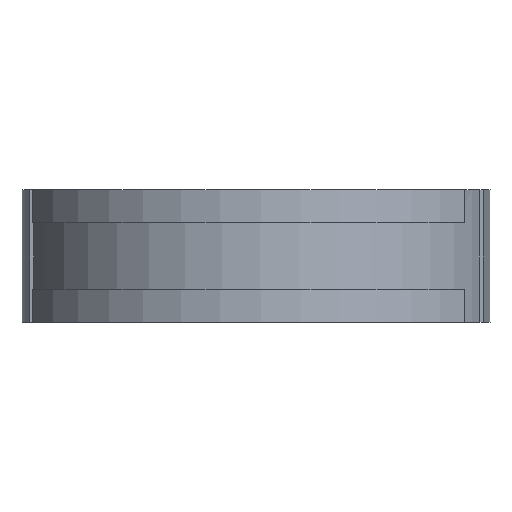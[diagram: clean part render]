
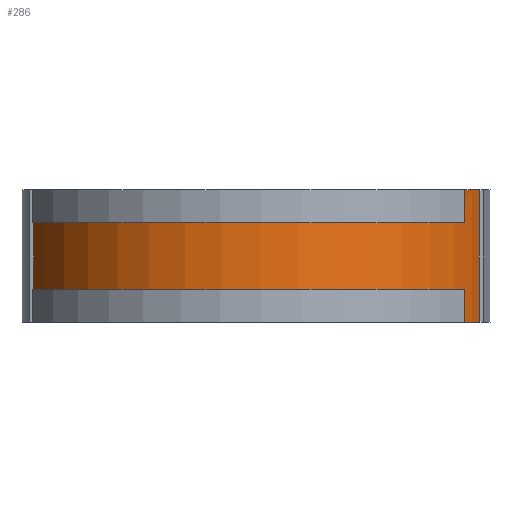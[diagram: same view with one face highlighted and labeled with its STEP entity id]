
A CAD part, front view. The second image highlights one B-rep face of the part: STEP entity #286.
In plain terms, the highlighted cylindrical face has radius 17.7 mm (diameter 35.4 mm), a partial arc.
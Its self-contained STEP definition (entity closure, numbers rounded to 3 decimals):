
#28 = DIRECTION ( 'NONE',  ( -1., 0., 0. ) ) ;
#57 = ORIENTED_EDGE ( 'NONE', *, *, #1733, .F. ) ;
#67 = LINE ( 'NONE', #1433, #773 ) ;
#78 = CARTESIAN_POINT ( 'NONE',  ( 14.894, -9.563, 2.5 ) ) ;
#125 = ORIENTED_EDGE ( 'NONE', *, *, #1271, .T. ) ;
#164 = CARTESIAN_POINT ( 'NONE',  ( 14.894, -9.563, 2.5 ) ) ;
#185 = VERTEX_POINT ( 'NONE', #753 ) ;
#189 = ORIENTED_EDGE ( 'NONE', *, *, #1499, .F. ) ;
#190 = DIRECTION ( 'NONE',  ( 0., 0., 1. ) ) ;
#215 = AXIS2_PLACEMENT_3D ( 'NONE', #1110, #190, #666 ) ;
#234 = VECTOR ( 'NONE', #771, 1000. ) ;
#242 = AXIS2_PLACEMENT_3D ( 'NONE', #1148, #1030, #1319 ) ;
#258 = LINE ( 'NONE', #426, #1580 ) ;
#279 = DIRECTION ( 'NONE',  ( 0., 0., -1. ) ) ;
#286 = ADVANCED_FACE ( 'NONE', ( #909 ), #1694, .T. ) ;
#339 = VERTEX_POINT ( 'NONE', #501 ) ;
#344 = EDGE_CURVE ( 'NONE', #339, #467, #553, .T. ) ;
#375 = CARTESIAN_POINT ( 'NONE',  ( 14.894, -9.563, 0. ) ) ;
#381 = AXIS2_PLACEMENT_3D ( 'NONE', #525, #1135, #800 ) ;
#382 = CARTESIAN_POINT ( 'NONE',  ( -16.008, -7.553, 0. ) ) ;
#396 = EDGE_LOOP ( 'NONE', ( #613, #924, #1230, #1654, #189, #1481, #125, #57, #1350, #1321, #1183, #1532 ) ) ;
#426 = CARTESIAN_POINT ( 'NONE',  ( -16.824, -5.5, 10. ) ) ;
#428 = DIRECTION ( 'NONE',  ( 0., 0., -1. ) ) ;
#437 = CIRCLE ( 'NONE', #242, 17.7 ) ;
#456 = VERTEX_POINT ( 'NONE', #985 ) ;
#467 = VERTEX_POINT ( 'NONE', #839 ) ;
#479 = CARTESIAN_POINT ( 'NONE',  ( 0., 0., 7.5 ) ) ;
#493 = CARTESIAN_POINT ( 'NONE',  ( 14.894, -9.563, 10. ) ) ;
#501 = CARTESIAN_POINT ( 'NONE',  ( 14.894, -9.563, 10. ) ) ;
#508 = VECTOR ( 'NONE', #526, 1000. ) ;
#521 = EDGE_CURVE ( 'NONE', #1394, #1826, #437, .T. ) ;
#525 = CARTESIAN_POINT ( 'NONE',  ( 0., 0., 0. ) ) ;
#526 = DIRECTION ( 'NONE',  ( 0., 0., -1. ) ) ;
#553 = CIRCLE ( 'NONE', #215, 17.7 ) ;
#613 = ORIENTED_EDGE ( 'NONE', *, *, #521, .F. ) ;
#660 = EDGE_CURVE ( 'NONE', #1394, #798, #258, .T. ) ;
#666 = DIRECTION ( 'NONE',  ( 1., 0., 0. ) ) ;
#686 = DIRECTION ( 'NONE',  ( -0.904, -0.427, 0. ) ) ;
#695 = AXIS2_PLACEMENT_3D ( 'NONE', #971, #1281, #686 ) ;
#696 = LINE ( 'NONE', #78, #508 ) ;
#753 = CARTESIAN_POINT ( 'NONE',  ( 14.894, -9.563, 7.5 ) ) ;
#771 = DIRECTION ( 'NONE',  ( 0., 0., -1. ) ) ;
#773 = VECTOR ( 'NONE', #1278, 1000. ) ;
#798 = VERTEX_POINT ( 'NONE', #934 ) ;
#800 = DIRECTION ( 'NONE',  ( 1., 0., 0. ) ) ;
#839 = CARTESIAN_POINT ( 'NONE',  ( 16.824, -5.5, 10. ) ) ;
#870 = CARTESIAN_POINT ( 'NONE',  ( 0., 0., 0. ) ) ;
#872 = EDGE_CURVE ( 'NONE', #339, #185, #911, .T. ) ;
#881 = DIRECTION ( 'NONE',  ( 1., 0., 0. ) ) ;
#892 = CARTESIAN_POINT ( 'NONE',  ( -16.008, -7.553, 0. ) ) ;
#901 = LINE ( 'NONE', #1517, #1726 ) ;
#906 = DIRECTION ( 'NONE',  ( 0., 0., 1. ) ) ;
#909 = FACE_OUTER_BOUND ( 'NONE', #396, .T. ) ;
#911 = LINE ( 'NONE', #493, #234 ) ;
#924 = ORIENTED_EDGE ( 'NONE', *, *, #660, .T. ) ;
#934 = CARTESIAN_POINT ( 'NONE',  ( -16.824, -5.5, 0. ) ) ;
#961 = CARTESIAN_POINT ( 'NONE',  ( -16.824, -5.5, 10. ) ) ;
#971 = CARTESIAN_POINT ( 'NONE',  ( 0., 0., 2.5 ) ) ;
#985 = CARTESIAN_POINT ( 'NONE',  ( -16.008, -7.553, 2.5 ) ) ;
#1026 = CIRCLE ( 'NONE', #695, 17.7 ) ;
#1030 = DIRECTION ( 'NONE',  ( 0., 0., 1. ) ) ;
#1073 = DIRECTION ( 'NONE',  ( 0., 0., -1. ) ) ;
#1088 = EDGE_CURVE ( 'NONE', #1809, #1826, #67, .T. ) ;
#1095 = CIRCLE ( 'NONE', #1186, 17.7 ) ;
#1110 = CARTESIAN_POINT ( 'NONE',  ( 0., 0., 10. ) ) ;
#1135 = DIRECTION ( 'NONE',  ( 0., 0., 1. ) ) ;
#1144 = CARTESIAN_POINT ( 'NONE',  ( 16.824, -5.5, 0. ) ) ;
#1148 = CARTESIAN_POINT ( 'NONE',  ( 0., 0., 10. ) ) ;
#1183 = ORIENTED_EDGE ( 'NONE', *, *, #1272, .T. ) ;
#1186 = AXIS2_PLACEMENT_3D ( 'NONE', #870, #1487, #881 ) ;
#1230 = ORIENTED_EDGE ( 'NONE', *, *, #1475, .T. ) ;
#1236 = EDGE_CURVE ( 'NONE', #1938, #456, #1657, .T. ) ;
#1271 = EDGE_CURVE ( 'NONE', #1504, #1495, #1095, .T. ) ;
#1272 = EDGE_CURVE ( 'NONE', #185, #1809, #1344, .T. ) ;
#1278 = DIRECTION ( 'NONE',  ( 0., 0., 1. ) ) ;
#1281 = DIRECTION ( 'NONE',  ( 0., 0., -1. ) ) ;
#1319 = DIRECTION ( 'NONE',  ( 1., 0., 0. ) ) ;
#1321 = ORIENTED_EDGE ( 'NONE', *, *, #872, .T. ) ;
#1344 = CIRCLE ( 'NONE', #1443, 17.7 ) ;
#1350 = ORIENTED_EDGE ( 'NONE', *, *, #344, .F. ) ;
#1371 = VERTEX_POINT ( 'NONE', #164 ) ;
#1394 = VERTEX_POINT ( 'NONE', #961 ) ;
#1402 = DIRECTION ( 'NONE',  ( 0., 0., -1. ) ) ;
#1416 = VECTOR ( 'NONE', #906, 1000. ) ;
#1433 = CARTESIAN_POINT ( 'NONE',  ( -16.008, -7.553, 7.5 ) ) ;
#1441 = CARTESIAN_POINT ( 'NONE',  ( -16.008, -7.553, 7.5 ) ) ;
#1443 = AXIS2_PLACEMENT_3D ( 'NONE', #479, #1402, #1874 ) ;
#1475 = EDGE_CURVE ( 'NONE', #798, #1938, #1731, .T. ) ;
#1481 = ORIENTED_EDGE ( 'NONE', *, *, #1642, .T. ) ;
#1487 = DIRECTION ( 'NONE',  ( 0., 0., 1. ) ) ;
#1495 = VERTEX_POINT ( 'NONE', #1144 ) ;
#1499 = EDGE_CURVE ( 'NONE', #1371, #456, #1026, .T. ) ;
#1504 = VERTEX_POINT ( 'NONE', #375 ) ;
#1517 = CARTESIAN_POINT ( 'NONE',  ( 16.824, -5.5, 10. ) ) ;
#1523 = CARTESIAN_POINT ( 'NONE',  ( 0., 0., 10. ) ) ;
#1532 = ORIENTED_EDGE ( 'NONE', *, *, #1088, .T. ) ;
#1580 = VECTOR ( 'NONE', #279, 1000. ) ;
#1591 = CARTESIAN_POINT ( 'NONE',  ( -16.008, -7.553, 10. ) ) ;
#1642 = EDGE_CURVE ( 'NONE', #1371, #1504, #696, .T. ) ;
#1654 = ORIENTED_EDGE ( 'NONE', *, *, #1236, .T. ) ;
#1657 = LINE ( 'NONE', #892, #1416 ) ;
#1694 = CYLINDRICAL_SURFACE ( 'NONE', #1848, 17.7 ) ;
#1726 = VECTOR ( 'NONE', #428, 1000. ) ;
#1731 = CIRCLE ( 'NONE', #381, 17.7 ) ;
#1733 = EDGE_CURVE ( 'NONE', #467, #1495, #901, .T. ) ;
#1809 = VERTEX_POINT ( 'NONE', #1441 ) ;
#1826 = VERTEX_POINT ( 'NONE', #1591 ) ;
#1848 = AXIS2_PLACEMENT_3D ( 'NONE', #1523, #1073, #28 ) ;
#1874 = DIRECTION ( 'NONE',  ( -0.904, -0.427, 0. ) ) ;
#1938 = VERTEX_POINT ( 'NONE', #382 ) ;
